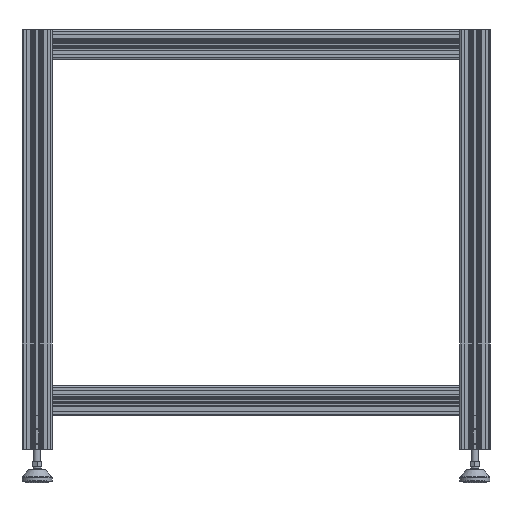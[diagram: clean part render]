
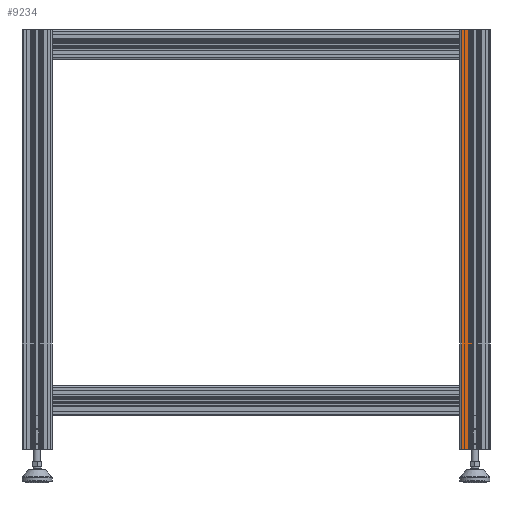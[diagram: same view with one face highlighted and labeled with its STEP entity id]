
A CAD part, left-side view. The second image highlights one B-rep face of the part: STEP entity #9234.
In plain terms, the highlighted planar face has unit normal (-1, 0, 0).
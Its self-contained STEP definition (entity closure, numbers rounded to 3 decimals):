
#658=PLANE('',#10039);
#1171=FACE_OUTER_BOUND('',#1650,.T.);
#1650=EDGE_LOOP('',(#7052,#7053,#7054,#7055));
#2100=LINE('',#13857,#2986);
#2234=LINE('',#14294,#3120);
#2235=LINE('',#14295,#3121);
#2236=LINE('',#14296,#3122);
#2986=VECTOR('',#11008,10.);
#3120=VECTOR('',#11428,10.);
#3121=VECTOR('',#11429,10.);
#3122=VECTOR('',#11430,10.);
#4330=VERTEX_POINT('',#13854);
#4331=VERTEX_POINT('',#13856);
#4490=VERTEX_POINT('',#14292);
#4491=VERTEX_POINT('',#14293);
#5260=EDGE_CURVE('',#4331,#4330,#2100,.T.);
#5480=EDGE_CURVE('',#4490,#4491,#2234,.T.);
#5481=EDGE_CURVE('',#4331,#4491,#2235,.T.);
#5482=EDGE_CURVE('',#4490,#4330,#2236,.T.);
#7052=ORIENTED_EDGE('',*,*,#5480,.T.);
#7053=ORIENTED_EDGE('',*,*,#5481,.F.);
#7054=ORIENTED_EDGE('',*,*,#5260,.T.);
#7055=ORIENTED_EDGE('',*,*,#5482,.F.);
#9234=ADVANCED_FACE('',(#1171),#658,.T.);
#10039=AXIS2_PLACEMENT_3D('',#14291,#11426,#11427);
#11008=DIRECTION('',(0.,-1.,0.));
#11426=DIRECTION('center_axis',(-1.,0.,0.));
#11427=DIRECTION('ref_axis',(0.,0.,1.));
#11428=DIRECTION('',(0.,1.,0.));
#11429=DIRECTION('',(0.,0.,1.));
#11430=DIRECTION('',(0.,0.,-1.));
#13854=CARTESIAN_POINT('',(-22.5,4.4,-314.));
#13856=CARTESIAN_POINT('',(-22.5,20.,-314.));
#13857=CARTESIAN_POINT('',(-22.5,20.,-314.));
#14291=CARTESIAN_POINT('Origin',(-22.5,4.4,0.));
#14292=CARTESIAN_POINT('',(-22.5,4.4,314.));
#14293=CARTESIAN_POINT('',(-22.5,20.,314.));
#14294=CARTESIAN_POINT('',(-22.5,20.,314.));
#14295=CARTESIAN_POINT('',(-22.5,20.,0.));
#14296=CARTESIAN_POINT('',(-22.5,4.4,0.));
